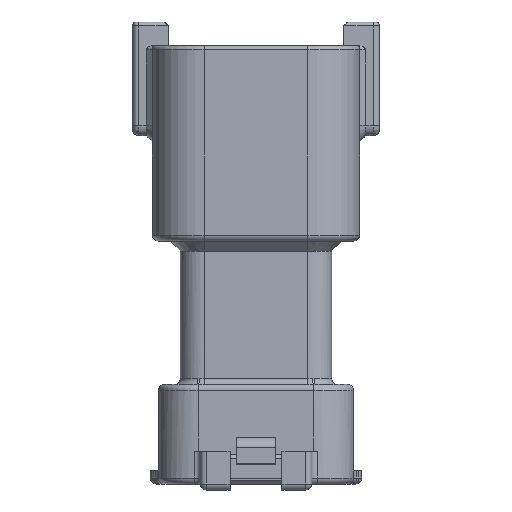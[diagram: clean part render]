
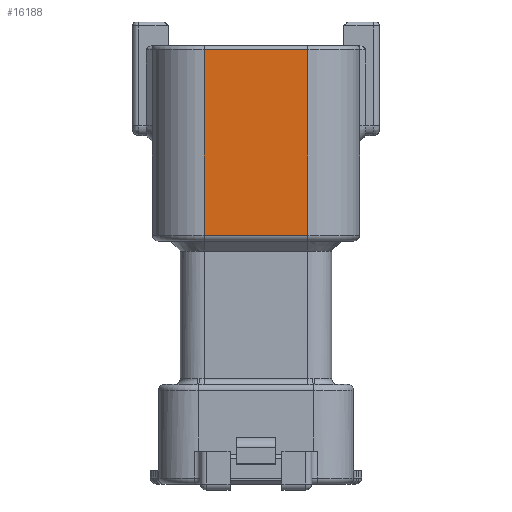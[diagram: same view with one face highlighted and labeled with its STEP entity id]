
A CAD part, left-side view. The second image highlights one B-rep face of the part: STEP entity #16188.
In plain terms, the highlighted planar face has unit normal (-1, 0, 0).
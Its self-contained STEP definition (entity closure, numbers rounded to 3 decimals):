
#1292=DIRECTION('',(0.,0.,1.));
#1293=VECTOR('',#1292,9.3);
#1294=CARTESIAN_POINT('',(-5.2,-2.6,-0.7));
#1295=LINE('',#1294,#1293);
#1306=DIRECTION('',(0.,0.,1.));
#1307=VECTOR('',#1306,9.3);
#1308=CARTESIAN_POINT('',(-5.2,2.6,-0.7));
#1309=LINE('',#1308,#1307);
#1310=DIRECTION('',(0.,-1.,0.));
#1311=VECTOR('',#1310,5.2);
#1312=CARTESIAN_POINT('',(-5.2,2.6,8.6));
#1313=LINE('',#1312,#1311);
#1314=DIRECTION('',(0.,-1.,0.));
#1315=VECTOR('',#1314,5.2);
#1316=CARTESIAN_POINT('',(-5.2,2.6,-0.7));
#1317=LINE('',#1316,#1315);
#13446=CARTESIAN_POINT('',(-5.2,-2.6,-0.7));
#13447=VERTEX_POINT('',#13446);
#13450=CARTESIAN_POINT('',(-5.2,2.6,-0.7));
#13451=VERTEX_POINT('',#13450);
#14572=CARTESIAN_POINT('',(-5.2,2.6,8.6));
#14573=VERTEX_POINT('',#14572);
#14574=CARTESIAN_POINT('',(-5.2,-2.6,8.6));
#14575=VERTEX_POINT('',#14574);
#16175=CARTESIAN_POINT('',(-5.2,2.6,-1.));
#16176=DIRECTION('',(-1.,0.,0.));
#16177=DIRECTION('',(0.,-1.,0.));
#16178=AXIS2_PLACEMENT_3D('',#16175,#16176,#16177);
#16179=PLANE('',#16178);
#16181=ORIENTED_EDGE('',*,*,#16180,.T.);
#16182=ORIENTED_EDGE('',*,*,#16142,.T.);
#16183=ORIENTED_EDGE('',*,*,#16166,.F.);
#16185=ORIENTED_EDGE('',*,*,#16184,.F.);
#16186=EDGE_LOOP('',(#16181,#16182,#16183,#16185));
#16187=FACE_OUTER_BOUND('',#16186,.F.);
#16188=ADVANCED_FACE('',(#16187),#16179,.T.);
#16142=EDGE_CURVE('',#14573,#14575,#1313,.T.);
#16166=EDGE_CURVE('',#13447,#14575,#1295,.T.);
#16180=EDGE_CURVE('',#13451,#14573,#1309,.T.);
#16184=EDGE_CURVE('',#13451,#13447,#1317,.T.);
